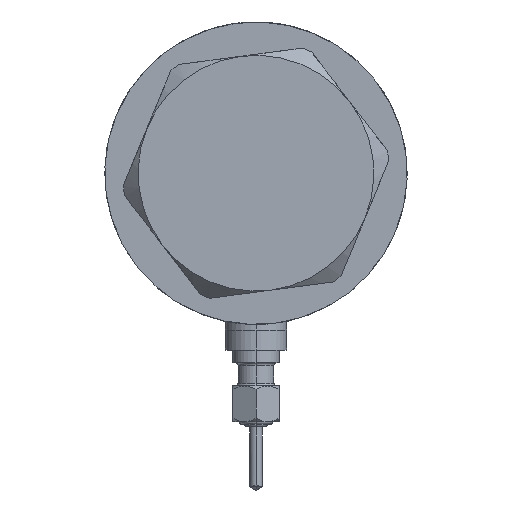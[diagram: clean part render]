
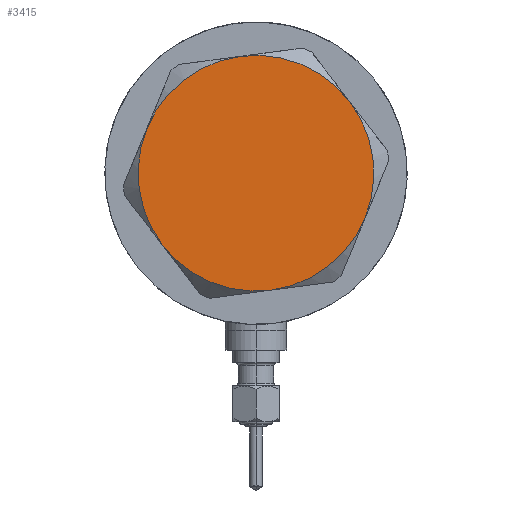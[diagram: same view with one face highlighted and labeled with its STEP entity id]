
A CAD part, left-side view. The second image highlights one B-rep face of the part: STEP entity #3415.
In plain terms, the highlighted face is planar.
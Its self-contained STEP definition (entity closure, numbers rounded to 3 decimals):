
#466 = ORIENTED_EDGE ( 'NONE', *, *, #1412, .T. ) ;
#508 = VERTEX_POINT ( 'NONE', #4610 ) ;
#570 = EDGE_CURVE ( 'NONE', #508, #5187, #1683, .T. ) ;
#624 = ORIENTED_EDGE ( 'NONE', *, *, #6317, .T. ) ;
#640 = EDGE_CURVE ( 'NONE', #5187, #759, #1158, .T. ) ;
#759 = VERTEX_POINT ( 'NONE', #999 ) ;
#918 = DIRECTION ( 'NONE',  ( 1., 0., 0. ) ) ;
#924 = DIRECTION ( 'NONE',  ( 1., 0., 0. ) ) ;
#955 = CIRCLE ( 'NONE', #5654, 23. ) ;
#999 = CARTESIAN_POINT ( 'NONE',  ( -11.5, -19.919, 13. ) ) ;
#1158 = CIRCLE ( 'NONE', #2836, 23. ) ;
#1233 = DIRECTION ( 'NONE',  ( 0., 0., 1. ) ) ;
#1240 = CARTESIAN_POINT ( 'NONE',  ( 23., 0., 13. ) ) ;
#1244 = ORIENTED_EDGE ( 'NONE', *, *, #640, .T. ) ;
#1391 = EDGE_CURVE ( 'NONE', #2863, #2038, #2176, .T. ) ;
#1412 = EDGE_CURVE ( 'NONE', #759, #2863, #6359, .T. ) ;
#1446 = ORIENTED_EDGE ( 'NONE', *, *, #1391, .T. ) ;
#1491 = CARTESIAN_POINT ( 'NONE',  ( 0., 0., 13. ) ) ;
#1648 = AXIS2_PLACEMENT_3D ( 'NONE', #5869, #2494, #4493 ) ;
#1683 = CIRCLE ( 'NONE', #5234, 23. ) ;
#1784 = CARTESIAN_POINT ( 'NONE',  ( 11.5, -19.919, 13. ) ) ;
#1966 = EDGE_LOOP ( 'NONE', ( #1446, #2220, #624, #3268, #1244, #466 ) ) ;
#2033 = CARTESIAN_POINT ( 'NONE',  ( -23., 0., 13. ) ) ;
#2038 = VERTEX_POINT ( 'NONE', #1240 ) ;
#2176 = CIRCLE ( 'NONE', #4578, 23. ) ;
#2220 = ORIENTED_EDGE ( 'NONE', *, *, #2447, .T. ) ;
#2322 = DIRECTION ( 'NONE',  ( 0., 0., 1. ) ) ;
#2438 = CARTESIAN_POINT ( 'NONE',  ( 0., 0., 13. ) ) ;
#2447 = EDGE_CURVE ( 'NONE', #2038, #6454, #6155, .T. ) ;
#2472 = FACE_OUTER_BOUND ( 'NONE', #1966, .T. ) ;
#2494 = DIRECTION ( 'NONE',  ( 0., 0., 1. ) ) ;
#2563 = CARTESIAN_POINT ( 'NONE',  ( 11.5, 19.919, 13. ) ) ;
#2580 = CARTESIAN_POINT ( 'NONE',  ( 0., 0., 13. ) ) ;
#2825 = AXIS2_PLACEMENT_3D ( 'NONE', #1491, #4982, #5016 ) ;
#2836 = AXIS2_PLACEMENT_3D ( 'NONE', #3235, #2322, #4838 ) ;
#2844 = CARTESIAN_POINT ( 'NONE',  ( 0., 0., 13. ) ) ;
#2863 = VERTEX_POINT ( 'NONE', #1784 ) ;
#3024 = CARTESIAN_POINT ( 'NONE',  ( 0., 0., 13. ) ) ;
#3235 = CARTESIAN_POINT ( 'NONE',  ( 0., 0., 13. ) ) ;
#3268 = ORIENTED_EDGE ( 'NONE', *, *, #570, .T. ) ;
#3415 = ADVANCED_FACE ( 'NONE', ( #2472 ), #3461, .T. ) ;
#3461 = PLANE ( 'NONE',  #2825 ) ;
#4493 = DIRECTION ( 'NONE',  ( 1., 0., 0. ) ) ;
#4578 = AXIS2_PLACEMENT_3D ( 'NONE', #2438, #4976, #918 ) ;
#4610 = CARTESIAN_POINT ( 'NONE',  ( -11.5, 19.919, 13. ) ) ;
#4838 = DIRECTION ( 'NONE',  ( 1., 0., 0. ) ) ;
#4976 = DIRECTION ( 'NONE',  ( 0., 0., 1. ) ) ;
#4982 = DIRECTION ( 'NONE',  ( 0., 0., 1. ) ) ;
#5016 = DIRECTION ( 'NONE',  ( 1., 0., 0. ) ) ;
#5187 = VERTEX_POINT ( 'NONE', #2033 ) ;
#5234 = AXIS2_PLACEMENT_3D ( 'NONE', #2844, #6274, #5752 ) ;
#5410 = DIRECTION ( 'NONE',  ( 0., 0., 1. ) ) ;
#5654 = AXIS2_PLACEMENT_3D ( 'NONE', #3024, #5410, #924 ) ;
#5752 = DIRECTION ( 'NONE',  ( 1., 0., 0. ) ) ;
#5869 = CARTESIAN_POINT ( 'NONE',  ( 0., 0., 13. ) ) ;
#6083 = DIRECTION ( 'NONE',  ( 1., 0., 0. ) ) ;
#6155 = CIRCLE ( 'NONE', #6262, 23. ) ;
#6262 = AXIS2_PLACEMENT_3D ( 'NONE', #2580, #1233, #6083 ) ;
#6274 = DIRECTION ( 'NONE',  ( 0., 0., 1. ) ) ;
#6317 = EDGE_CURVE ( 'NONE', #6454, #508, #955, .T. ) ;
#6359 = CIRCLE ( 'NONE', #1648, 23. ) ;
#6454 = VERTEX_POINT ( 'NONE', #2563 ) ;
